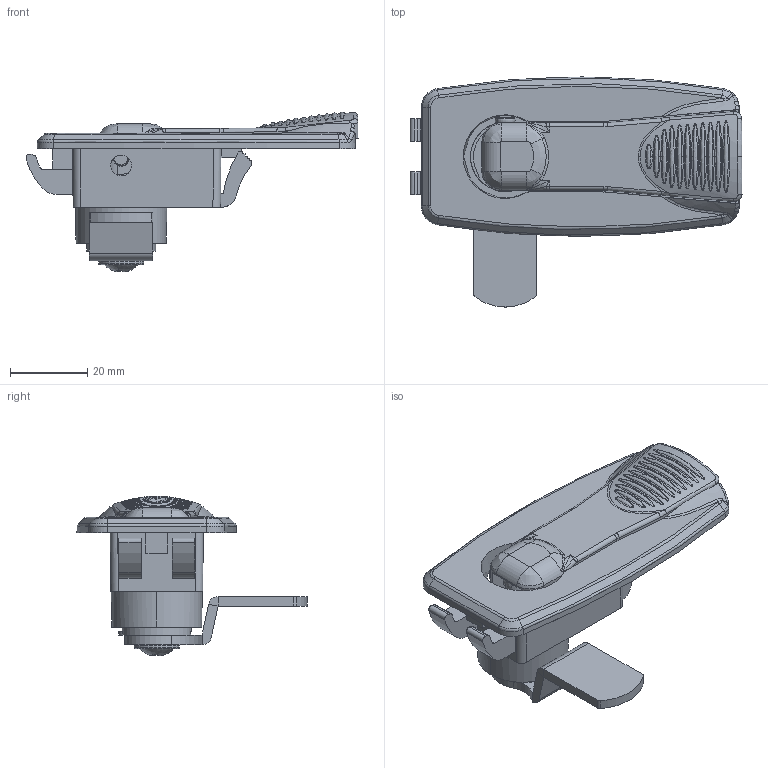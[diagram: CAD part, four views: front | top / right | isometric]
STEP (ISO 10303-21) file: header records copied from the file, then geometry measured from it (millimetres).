
FILE_DESCRIPTION (( 'STEP AP203' ), '1' );
FILE_NAME ('KP02.V2.26.R.STEP', '2022-08-11T04:58:05', ( '' ), ( '' ), 'SwSTEP 2.0', 'SolidWorks 2021', '' );
FILE_SCHEMA (( 'CONFIG_CONTROL_DESIGN' ));
Length unit declared in the file: millimetre
Products named in the file (1): KP02.V2.26.R
Bounding box: 86.16 x 59.7 x 41.47 mm (x, y, z)
Surface area: 16992.1 mm2 (no closed solid volume)
Topology: 0 solids, 9 shells, 361 faces, 1280 edges, 903 vertices
Faces by surface type: bspline 211, plane 92, cylinder 45, torus 9, sphere 4
Entity records: 22892 total; most frequent: CARTESIAN_POINT 14099, ORIENTED_EDGE 2105, EDGE_CURVE 1280, DIRECTION 1127, VERTEX_POINT 903, B_SPLINE_CURVE_WITH_KNOTS 534, VECTOR 413, LINE 413
